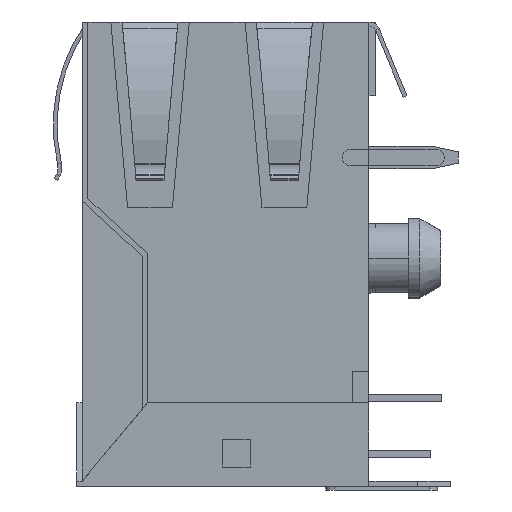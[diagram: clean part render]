
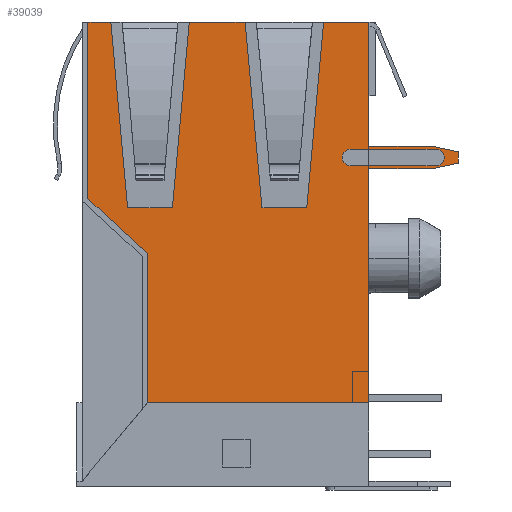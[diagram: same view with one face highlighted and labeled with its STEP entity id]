
A CAD part, left-side view. The second image highlights one B-rep face of the part: STEP entity #39039.
In plain terms, the highlighted planar face has unit normal (-1, 0, 0).
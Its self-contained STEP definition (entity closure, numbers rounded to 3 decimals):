
#5161=DIRECTION('',(0.,-1.,0.));
#5162=VECTOR('',#5161,10.033);
#5163=CARTESIAN_POINT('',(-57.455,10.033,3.48));
#5164=LINE('',#5163,#5162);
#5165=DIRECTION('',(0.,0.,-1.));
#5166=VECTOR('',#5165,6.767);
#5167=CARTESIAN_POINT('',(-57.455,10.033,10.246));
#5168=LINE('',#5167,#5166);
#5169=DIRECTION('',(0.,-0.737,-0.675));
#5170=VECTOR('',#5169,3.685);
#5171=CARTESIAN_POINT('',(-57.455,12.751,12.736));
#5172=LINE('',#5171,#5170);
#5173=DIRECTION('',(0.,0.,-1.));
#5174=VECTOR('',#5173,8.016);
#5175=CARTESIAN_POINT('',(-57.455,12.751,20.752));
#5176=LINE('',#5175,#5174);
#5177=DIRECTION('',(0.,-1.,0.));
#5178=VECTOR('',#5177,1.041);
#5179=CARTESIAN_POINT('',(-57.455,12.751,20.752));
#5180=LINE('',#5179,#5178);
#5181=DIRECTION('',(0.,0.09,0.996));
#5182=VECTOR('',#5181,8.467);
#5183=CARTESIAN_POINT('',(-57.455,10.947,12.319));
#5184=LINE('',#5183,#5182);
#5185=DIRECTION('',(0.,1.,0.));
#5186=VECTOR('',#5185,2.032);
#5187=CARTESIAN_POINT('',(-57.455,8.915,12.319));
#5188=LINE('',#5187,#5186);
#5189=DIRECTION('',(0.,0.09,-0.996));
#5190=VECTOR('',#5189,8.467);
#5191=CARTESIAN_POINT('',(-57.455,8.153,20.752));
#5192=LINE('',#5191,#5190);
#5193=DIRECTION('',(0.,-1.,0.));
#5194=VECTOR('',#5193,2.54);
#5195=CARTESIAN_POINT('',(-57.455,8.153,20.752));
#5196=LINE('',#5195,#5194);
#5197=DIRECTION('',(0.,0.09,0.996));
#5198=VECTOR('',#5197,8.467);
#5199=CARTESIAN_POINT('',(-57.455,4.851,12.319));
#5200=LINE('',#5199,#5198);
#5201=DIRECTION('',(0.,1.,0.));
#5202=VECTOR('',#5201,2.032);
#5203=CARTESIAN_POINT('',(-57.455,2.819,12.319));
#5204=LINE('',#5203,#5202);
#5205=DIRECTION('',(0.,0.09,-0.996));
#5206=VECTOR('',#5205,8.467);
#5207=CARTESIAN_POINT('',(-57.455,2.057,20.752));
#5208=LINE('',#5207,#5206);
#5209=DIRECTION('',(0.,-1.,0.));
#5210=VECTOR('',#5209,2.057);
#5211=CARTESIAN_POINT('',(-57.455,2.057,20.752));
#5212=LINE('',#5211,#5210);
#5213=DIRECTION('',(0.,0.,-1.));
#5214=VECTOR('',#5213,5.639);
#5215=CARTESIAN_POINT('',(-57.455,0.,20.752));
#5216=LINE('',#5215,#5214);
#5217=DIRECTION('',(0.,-1.,0.));
#5218=VECTOR('',#5217,2.869);
#5219=CARTESIAN_POINT('',(-57.455,0.,15.113));
#5220=LINE('',#5219,#5218);
#5221=DIRECTION('',(0.,-0.978,-0.208));
#5222=VECTOR('',#5221,1.222);
#5223=CARTESIAN_POINT('',(-57.455,-2.869,15.113));
#5224=LINE('',#5223,#5222);
#5225=DIRECTION('',(0.,0.,-1.));
#5226=VECTOR('',#5225,0.508);
#5227=CARTESIAN_POINT('',(-57.455,-4.064,14.859));
#5228=LINE('',#5227,#5226);
#5229=DIRECTION('',(0.,0.978,-0.208));
#5230=VECTOR('',#5229,1.222);
#5231=CARTESIAN_POINT('',(-57.455,-4.064,14.351));
#5232=LINE('',#5231,#5230);
#5233=DIRECTION('',(0.,1.,0.));
#5234=VECTOR('',#5233,2.869);
#5235=CARTESIAN_POINT('',(-57.455,-2.869,14.097));
#5236=LINE('',#5235,#5234);
#5237=DIRECTION('',(0.,0.,-1.));
#5238=VECTOR('',#5237,10.617);
#5239=CARTESIAN_POINT('',(-57.455,0.,14.097));
#5240=LINE('',#5239,#5238);
#5241=CARTESIAN_POINT('',(-57.455,0.838,14.605));
#5242=DIRECTION('',(-1.,0.,0.));
#5243=DIRECTION('',(0.,0.,1.));
#5244=AXIS2_PLACEMENT_3D('',#5241,#5242,#5243);
#5246=DIRECTION('',(0.,-1.,0.));
#5247=VECTOR('',#5246,3.886);
#5248=CARTESIAN_POINT('',(-57.455,0.838,14.224));
#5249=LINE('',#5248,#5247);
#5250=CARTESIAN_POINT('',(-57.455,-3.048,14.605));
#5251=DIRECTION('',(-1.,0.,0.));
#5252=DIRECTION('',(0.,0.,-1.));
#5253=AXIS2_PLACEMENT_3D('',#5250,#5251,#5252);
#5255=DIRECTION('',(0.,1.,0.));
#5256=VECTOR('',#5255,3.886);
#5257=CARTESIAN_POINT('',(-57.455,-3.048,14.986));
#5258=LINE('',#5257,#5256);
#34368=CARTESIAN_POINT('',(-57.455,0.,20.752));
#34369=VERTEX_POINT('',#34368);
#34498=CARTESIAN_POINT('',(-57.455,8.915,12.319));
#34499=VERTEX_POINT('',#34498);
#34500=CARTESIAN_POINT('',(-57.455,10.947,12.319));
#34501=VERTEX_POINT('',#34500);
#34502=CARTESIAN_POINT('',(-57.455,2.819,12.319));
#34503=VERTEX_POINT('',#34502);
#34504=CARTESIAN_POINT('',(-57.455,4.851,12.319));
#34505=VERTEX_POINT('',#34504);
#34572=CARTESIAN_POINT('',(-57.455,12.751,12.736));
#34573=VERTEX_POINT('',#34572);
#34574=CARTESIAN_POINT('',(-57.455,10.033,10.246));
#34575=VERTEX_POINT('',#34574);
#34578=CARTESIAN_POINT('',(-57.455,-2.869,15.113));
#34579=CARTESIAN_POINT('',(-57.455,-4.064,14.859));
#34580=VERTEX_POINT('',#34578);
#34581=VERTEX_POINT('',#34579);
#34582=CARTESIAN_POINT('',(-57.455,-4.064,14.351));
#34583=VERTEX_POINT('',#34582);
#34584=CARTESIAN_POINT('',(-57.455,-2.869,14.097));
#34585=VERTEX_POINT('',#34584);
#34594=CARTESIAN_POINT('',(-57.455,0.,15.113));
#34595=VERTEX_POINT('',#34594);
#34596=CARTESIAN_POINT('',(-57.455,0.,14.097));
#34597=VERTEX_POINT('',#34596);
#34632=CARTESIAN_POINT('',(-57.455,10.033,3.48));
#34633=VERTEX_POINT('',#34632);
#34634=CARTESIAN_POINT('',(-57.455,0.,3.48));
#34635=VERTEX_POINT('',#34634);
#34636=CARTESIAN_POINT('',(-57.455,8.153,20.752));
#34637=VERTEX_POINT('',#34636);
#34638=CARTESIAN_POINT('',(-57.455,11.709,20.752));
#34639=VERTEX_POINT('',#34638);
#34640=CARTESIAN_POINT('',(-57.455,2.057,20.752));
#34641=VERTEX_POINT('',#34640);
#34642=CARTESIAN_POINT('',(-57.455,5.613,20.752));
#34643=VERTEX_POINT('',#34642);
#34648=CARTESIAN_POINT('',(-57.455,12.751,20.752));
#34649=VERTEX_POINT('',#34648);
#34776=CARTESIAN_POINT('',(-57.455,0.838,14.986));
#34777=CARTESIAN_POINT('',(-57.455,0.838,14.224));
#34778=VERTEX_POINT('',#34776);
#34779=VERTEX_POINT('',#34777);
#34780=CARTESIAN_POINT('',(-57.455,-3.048,14.224));
#34781=VERTEX_POINT('',#34780);
#34782=CARTESIAN_POINT('',(-57.455,-3.048,14.986));
#34783=VERTEX_POINT('',#34782);
#38987=CARTESIAN_POINT('',(-57.455,13.005,20.574));
#38988=DIRECTION('',(-1.,0.,0.));
#38989=DIRECTION('',(0.,-1.,0.));
#38990=AXIS2_PLACEMENT_3D('',#38987,#38988,#38989);
#38991=PLANE('',#38990);
#38993=ORIENTED_EDGE('',*,*,#38992,.F.);
#38995=ORIENTED_EDGE('',*,*,#38994,.F.);
#38997=ORIENTED_EDGE('',*,*,#38996,.F.);
#38999=ORIENTED_EDGE('',*,*,#38998,.F.);
#39000=ORIENTED_EDGE('',*,*,#38923,.T.);
#39002=ORIENTED_EDGE('',*,*,#39001,.F.);
#39004=ORIENTED_EDGE('',*,*,#39003,.F.);
#39006=ORIENTED_EDGE('',*,*,#39005,.F.);
#39007=ORIENTED_EDGE('',*,*,#38911,.T.);
#39009=ORIENTED_EDGE('',*,*,#39008,.F.);
#39011=ORIENTED_EDGE('',*,*,#39010,.F.);
#39013=ORIENTED_EDGE('',*,*,#39012,.F.);
#39014=ORIENTED_EDGE('',*,*,#38899,.T.);
#39015=ORIENTED_EDGE('',*,*,#35993,.T.);
#39017=ORIENTED_EDGE('',*,*,#39016,.T.);
#39019=ORIENTED_EDGE('',*,*,#39018,.T.);
#39021=ORIENTED_EDGE('',*,*,#39020,.T.);
#39023=ORIENTED_EDGE('',*,*,#39022,.T.);
#39025=ORIENTED_EDGE('',*,*,#39024,.T.);
#39026=ORIENTED_EDGE('',*,*,#35985,.T.);
#39027=EDGE_LOOP('',(#38993,#38995,#38997,#38999,#39000,#39002,#39004,#39006,
#39007,#39009,#39011,#39013,#39014,#39015,#39017,#39019,#39021,#39023,#39025,
#39026));
#39028=FACE_OUTER_BOUND('',#39027,.F.);
#39030=ORIENTED_EDGE('',*,*,#39029,.T.);
#39032=ORIENTED_EDGE('',*,*,#39031,.T.);
#39034=ORIENTED_EDGE('',*,*,#39033,.T.);
#39036=ORIENTED_EDGE('',*,*,#39035,.T.);
#39037=EDGE_LOOP('',(#39030,#39032,#39034,#39036));
#39038=FACE_BOUND('',#39037,.F.);
#39039=ADVANCED_FACE('',(#39028,#39038),#38991,.T.);
#5245=CIRCLE('',#5244,0.381);
#5254=CIRCLE('',#5253,0.381);
#35985=EDGE_CURVE('',#34597,#34635,#5240,.T.);
#35993=EDGE_CURVE('',#34369,#34595,#5216,.T.);
#38899=EDGE_CURVE('',#34641,#34369,#5212,.T.);
#38911=EDGE_CURVE('',#34637,#34643,#5196,.T.);
#38923=EDGE_CURVE('',#34649,#34639,#5180,.T.);
#38992=EDGE_CURVE('',#34633,#34635,#5164,.T.);
#38994=EDGE_CURVE('',#34575,#34633,#5168,.T.);
#38996=EDGE_CURVE('',#34573,#34575,#5172,.T.);
#38998=EDGE_CURVE('',#34649,#34573,#5176,.T.);
#39001=EDGE_CURVE('',#34501,#34639,#5184,.T.);
#39003=EDGE_CURVE('',#34499,#34501,#5188,.T.);
#39005=EDGE_CURVE('',#34637,#34499,#5192,.T.);
#39008=EDGE_CURVE('',#34505,#34643,#5200,.T.);
#39010=EDGE_CURVE('',#34503,#34505,#5204,.T.);
#39012=EDGE_CURVE('',#34641,#34503,#5208,.T.);
#39016=EDGE_CURVE('',#34595,#34580,#5220,.T.);
#39018=EDGE_CURVE('',#34580,#34581,#5224,.T.);
#39020=EDGE_CURVE('',#34581,#34583,#5228,.T.);
#39022=EDGE_CURVE('',#34583,#34585,#5232,.T.);
#39024=EDGE_CURVE('',#34585,#34597,#5236,.T.);
#39029=EDGE_CURVE('',#34778,#34779,#5245,.T.);
#39031=EDGE_CURVE('',#34779,#34781,#5249,.T.);
#39033=EDGE_CURVE('',#34781,#34783,#5254,.T.);
#39035=EDGE_CURVE('',#34783,#34778,#5258,.T.);
